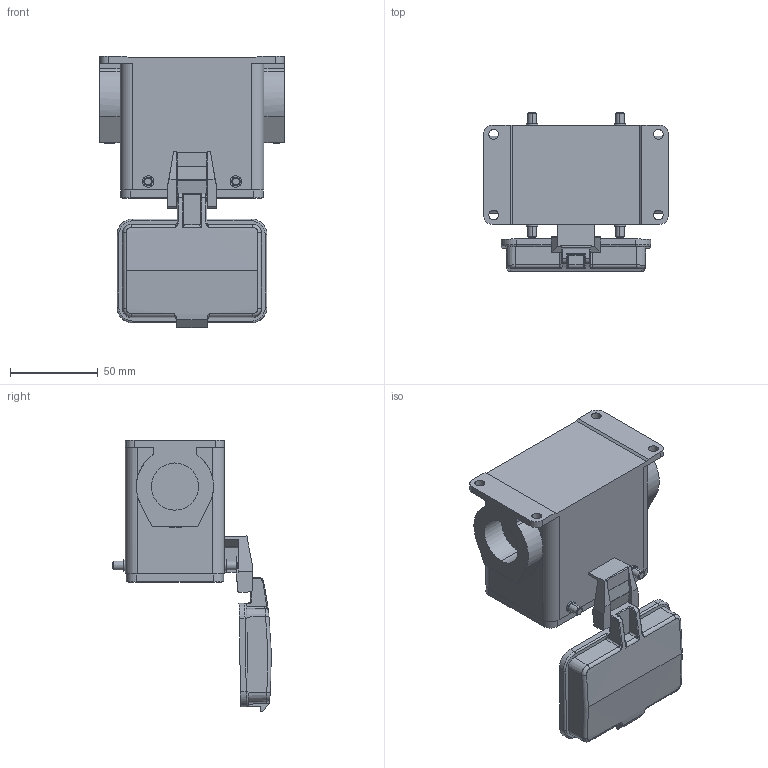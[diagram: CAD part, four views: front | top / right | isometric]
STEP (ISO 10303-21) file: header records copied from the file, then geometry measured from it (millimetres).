
FILE_DESCRIPTION(/* description */ (''),/* implementation_level */ '2;1');
FILE_NAME(/* name */ '3D_1100322701011_H32A-SF-4B-CV-PG21_V1.1.stp',/* time_stamp */ '2023-12-11T10:10:58+08:00',/* author */ (''),/* organization */ (''),/* preprocessor_version */ 'ST-DEVELOPER v18.1',/* originating_system */ 'SIEMENS PLM Software NX 1980',/* authorisation */ '');
FILE_SCHEMA (('AUTOMOTIVE_DESIGN { 1 0 10303 214 3 1 1 1 }'));
Length unit declared in the file: millimetre
Products named in the file (1): 3D_1100322701003_H32A-SF-4B-CV-M25_V1.0_stp
Bounding box: 105.5 x 90.56 x 154.99 mm (x, y, z)
Volume: 171853.8 mm3; surface area: 81431.4 mm2
Topology: 1 solids, 3 shells, 611 faces, 1587 edges, 1008 vertices
Faces by surface type: plane 286, cylinder 246, torus 42, cone 20, bspline 9, sphere 8
Entity records: 19521 total; most frequent: CARTESIAN_POINT 4723, ORIENTED_EDGE 3160, DIRECTION 3015, EDGE_CURVE 1580, AXIS2_PLACEMENT_3D 1085, VERTEX_POINT 1008, LINE 845, VECTOR 845
